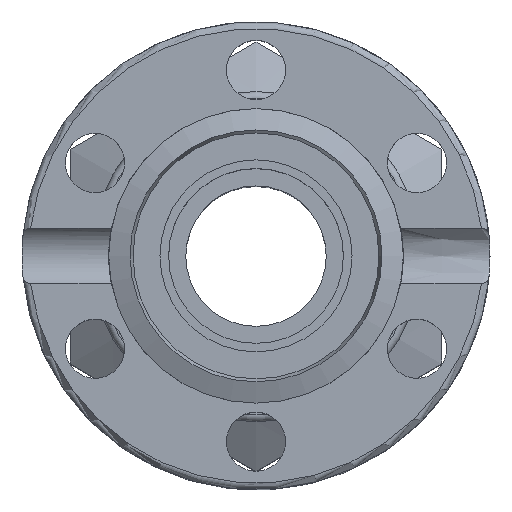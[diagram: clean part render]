
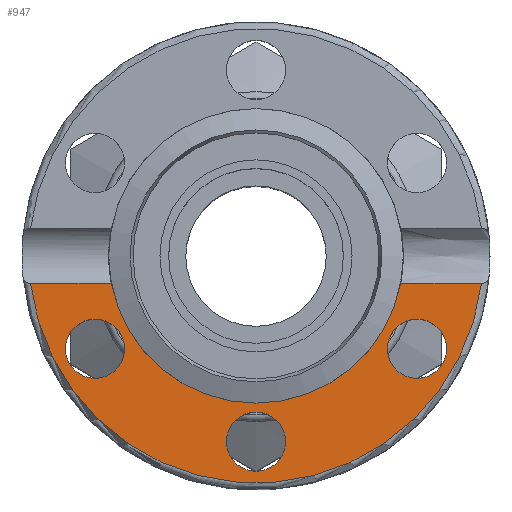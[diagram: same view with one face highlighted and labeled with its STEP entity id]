
A CAD part, top view. The second image highlights one B-rep face of the part: STEP entity #947.
In plain terms, the highlighted planar face has unit normal (0, 0, 1).
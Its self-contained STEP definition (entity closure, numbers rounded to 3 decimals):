
#201=CARTESIAN_POINT('',(16.378,-2.,7.6));
#202=VERTEX_POINT('',#201);
#203=CARTESIAN_POINT('',(10.511,-2.,7.6));
#204=VERTEX_POINT('',#203);
#205=CARTESIAN_POINT('',(16.378,-2.,7.6));
#206=DIRECTION('',(-1.0,0.0,0.0));
#207=VECTOR('',#206,5.867);
#208=LINE('',#205,#207);
#209=EDGE_CURVE('',#202,#204,#208,.T.);
#326=CARTESIAN_POINT('',(-10.511,-2.,7.6));
#327=VERTEX_POINT('',#326);
#353=CARTESIAN_POINT('',(0.0,0.,7.6));
#354=DIRECTION('',(0.0,0.0,-1.0));
#355=DIRECTION('',(0.0,-1.0,0.0));
#356=AXIS2_PLACEMENT_3D('',#353,#354,#355);
#357=CIRCLE('',#356,10.7);
#358=EDGE_CURVE('',#204,#327,#357,.T.);
#483=CARTESIAN_POINT('',(-16.378,-2.,7.6));
#484=VERTEX_POINT('',#483);
#498=CARTESIAN_POINT('',(-10.511,-2.,7.6));
#499=DIRECTION('',(-1.0,0.0,0.0));
#500=VECTOR('',#499,5.867);
#501=LINE('',#498,#500);
#502=EDGE_CURVE('',#327,#484,#501,.T.);
#545=CARTESIAN_POINT('',(10.616,-8.612,7.6));
#546=VERTEX_POINT('',#545);
#547=CARTESIAN_POINT('',(11.691,-6.75,7.6));
#548=DIRECTION('',(0.0,0.0,-1.0));
#549=DIRECTION('',(-0.5,-0.866,0.0));
#550=AXIS2_PLACEMENT_3D('',#547,#548,#549);
#551=CIRCLE('',#550,2.15);
#552=EDGE_CURVE('',#546,#546,#551,.T.);
#594=CARTESIAN_POINT('',(-2.15,-13.5,7.6));
#595=VERTEX_POINT('',#594);
#596=CARTESIAN_POINT('',(0.,-13.5,7.6));
#597=DIRECTION('',(0.0,0.0,-1.0));
#598=DIRECTION('',(-1.0,0.0,0.0));
#599=AXIS2_PLACEMENT_3D('',#596,#597,#598);
#600=CIRCLE('',#599,2.15);
#601=EDGE_CURVE('',#595,#595,#600,.T.);
#643=CARTESIAN_POINT('',(-12.766,-4.888,7.6));
#644=VERTEX_POINT('',#643);
#645=CARTESIAN_POINT('',(-11.691,-6.75,7.6));
#646=DIRECTION('',(0.0,0.0,-1.0));
#647=DIRECTION('',(-0.5,0.866,0.0));
#648=AXIS2_PLACEMENT_3D('',#645,#646,#647);
#649=CIRCLE('',#648,2.15);
#650=EDGE_CURVE('',#644,#644,#649,.T.);
#915=CARTESIAN_POINT('',(0.0,0.0,7.6));
#916=DIRECTION('',(0.0,0.0,-1.0));
#917=DIRECTION('',(-1.0,0.0,0.0));
#918=AXIS2_PLACEMENT_3D('',#915,#916,#917);
#919=CIRCLE('',#918,16.5);
#920=EDGE_CURVE('',#202,#484,#919,.T.);
#927=CARTESIAN_POINT('',(0.0,0.0,7.6));
#928=DIRECTION('',(0.0,0.0,-1.0));
#929=DIRECTION('',(-1.0,0.0,0.0));
#930=AXIS2_PLACEMENT_3D('',#927,#928,#929);
#931=PLANE('',#930);
#932=ORIENTED_EDGE('',*,*,#209,.T.);
#933=ORIENTED_EDGE('',*,*,#358,.T.);
#934=ORIENTED_EDGE('',*,*,#502,.T.);
#935=ORIENTED_EDGE('',*,*,#920,.F.);
#936=EDGE_LOOP('',(#932,#933,#934,#935));
#937=FACE_OUTER_BOUND('',#936,.T.);
#938=ORIENTED_EDGE('',*,*,#552,.T.);
#939=EDGE_LOOP('',(#938));
#940=FACE_BOUND('',#939,.T.);
#941=ORIENTED_EDGE('',*,*,#601,.T.);
#942=EDGE_LOOP('',(#941));
#943=FACE_BOUND('',#942,.T.);
#944=ORIENTED_EDGE('',*,*,#650,.T.);
#945=EDGE_LOOP('',(#944));
#946=FACE_BOUND('',#945,.T.);
#947=ADVANCED_FACE('',(#937,#940,#943,#946),#931,.F.);
